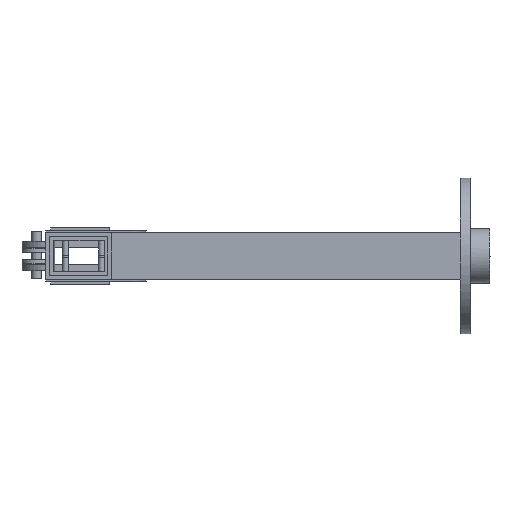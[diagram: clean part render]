
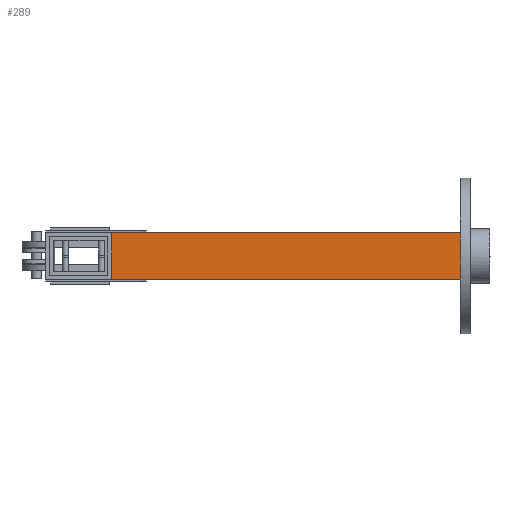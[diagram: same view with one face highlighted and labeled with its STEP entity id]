
A CAD part, left-side view. The second image highlights one B-rep face of the part: STEP entity #289.
In plain terms, the highlighted free-form (B-spline) face has degree [1, 1] with [2, 2] control points.
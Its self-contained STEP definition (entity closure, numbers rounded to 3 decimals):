
#181 = EDGE_CURVE('',#182,#184,#186,.T.);
#182 = VERTEX_POINT('',#183);
#183 = CARTESIAN_POINT('',(3132.74,-365.982,
    -3074.498));
#184 = VERTEX_POINT('',#185);
#185 = CARTESIAN_POINT('',(3123.405,-2923.161,
    -3074.498));
#186 = B_SPLINE_CURVE_WITH_KNOTS('',1,(#187,#188),.UNSPECIFIED.,.F.,.F.,
  (2,2),(150.,1950.),.PIECEWISE_BEZIER_KNOTS.);
#187 = CARTESIAN_POINT('',(3132.74,-365.982,
    -3074.498));
#188 = CARTESIAN_POINT('',(3123.405,-2923.161,
    -3074.498));
#273 = VERTEX_POINT('',#274);
#274 = CARTESIAN_POINT('',(3132.74,-365.982,
    -3415.458));
#279 = EDGE_CURVE('',#182,#273,#280,.T.);
#280 = B_SPLINE_CURVE_WITH_KNOTS('',1,(#281,#282),.UNSPECIFIED.,.F.,.F.,
  (2,2),(-180.,60.),.PIECEWISE_BEZIER_KNOTS.);
#281 = CARTESIAN_POINT('',(3132.74,-365.982,
    -3074.498));
#282 = CARTESIAN_POINT('',(3132.74,-365.982,
    -3415.458));
#289 = ADVANCED_FACE('',(#290),#306,.F.);
#290 = FACE_BOUND('',#291,.T.);
#291 = EDGE_LOOP('',(#292,#299,#304,#305));
#292 = ORIENTED_EDGE('',*,*,#293,.F.);
#293 = EDGE_CURVE('',#294,#273,#296,.T.);
#294 = VERTEX_POINT('',#295);
#295 = CARTESIAN_POINT('',(3123.405,-2923.161,
    -3415.458));
#296 = B_SPLINE_CURVE_WITH_KNOTS('',1,(#297,#298),.UNSPECIFIED.,.F.,.F.,
  (2,2),(50.,1850.),.PIECEWISE_BEZIER_KNOTS.);
#297 = CARTESIAN_POINT('',(3123.405,-2923.161,
    -3415.458));
#298 = CARTESIAN_POINT('',(3132.74,-365.982,
    -3415.458));
#299 = ORIENTED_EDGE('',*,*,#300,.T.);
#300 = EDGE_CURVE('',#294,#184,#301,.T.);
#301 = B_SPLINE_CURVE_WITH_KNOTS('',1,(#302,#303),.UNSPECIFIED.,.F.,.F.,
  (2,2),(-120.,120.),.PIECEWISE_BEZIER_KNOTS.);
#302 = CARTESIAN_POINT('',(3123.405,-2923.161,
    -3415.458));
#303 = CARTESIAN_POINT('',(3123.405,-2923.161,
    -3074.498));
#304 = ORIENTED_EDGE('',*,*,#181,.F.);
#305 = ORIENTED_EDGE('',*,*,#279,.T.);
#306 = B_SPLINE_SURFACE_WITH_KNOTS('',1,1,(
    (#307,#308)
    ,(#309,#310
    )),.UNSPECIFIED.,.F.,.F.,.F.,(2,2),(2,2),(-120.,120.),(-950.,850.),
  .PIECEWISE_BEZIER_KNOTS.);
#307 = CARTESIAN_POINT('',(3123.405,-2923.161,
    -3074.498));
#308 = CARTESIAN_POINT('',(3132.74,-365.982,
    -3074.498));
#309 = CARTESIAN_POINT('',(3123.405,-2923.161,
    -3415.458));
#310 = CARTESIAN_POINT('',(3132.74,-365.982,
    -3415.458));
